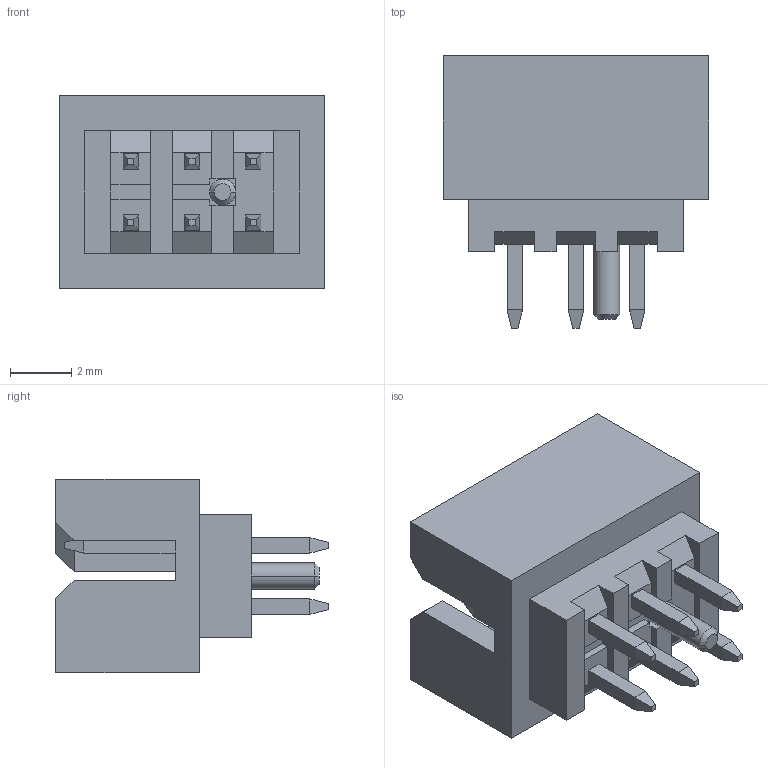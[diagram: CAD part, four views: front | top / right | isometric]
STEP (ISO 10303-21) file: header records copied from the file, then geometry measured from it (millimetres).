
FILE_DESCRIPTION((''),'2;1');
FILE_NAME('878310628','2014-01-31T',('me'),(''),'PRO/ENGINEER BY PARAMETRIC TECHNOLOGY CORPORATION, 2011490','PRO/ENGINEER BY PARAMETRIC TECHNOLOGY CORPORATION, 2011490','');
FILE_SCHEMA(('CONFIG_CONTROL_DESIGN'));
Length unit declared in the file: millimetre
Products named in the file (1): 878310628
Bounding box: 8.65 x 8.9 x 6.3 mm (x, y, z)
Volume: 168.4 mm3; surface area: 457.3 mm2
Topology: 1 solids, 1 shells, 212 faces, 545 edges, 350 vertices
Faces by surface type: plane 208, cylinder 2, cone 2
Entity records: 6273 total; most frequent: CARTESIAN_POINT 1092, ORIENTED_EDGE 1060, DIRECTION 991, EDGE_CURVE 530, VECTOR 525, LINE 525, VERTEX_POINT 334, AXIS2_PLACEMENT_3D 233
